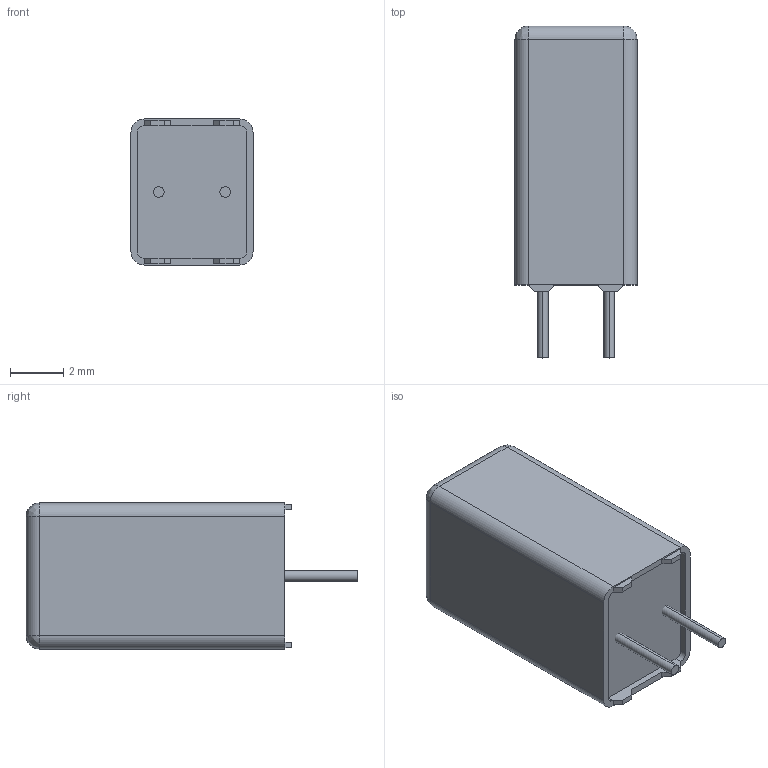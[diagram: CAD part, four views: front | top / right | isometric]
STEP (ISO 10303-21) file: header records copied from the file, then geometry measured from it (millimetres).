
FILE_DESCRIPTION (( 'STEP AP214' ), '1' );
FILE_NAME ('User Library-CAPRR250W40L460T550H1000_WIMA_0F.STEP', '2022-12-20T15:06:50', ( '' ), ( '' ), 'SwSTEP 2.0', 'SolidWorks 2022', '' );
FILE_SCHEMA (( 'AUTOMOTIVE_DESIGN' ));
Length unit declared in the file: millimetre
Products named in the file (3): Body; Lead; User Library-CAPRR250W40L460T550H1000_WIMA_0F
Assembly tree (3 placements, depth 2):
  User Library-CAPRR250W40L460T550H1000_WIMA_0F
    Body
    Lead  x2
Bounding box: 4.6 x 12.5 x 5.5 mm (x, y, z)
Volume: 239.9 mm3; surface area: 253.7 mm2
Topology: 3 solids, 3 shells, 51 faces, 120 edges, 72 vertices
Faces by surface type: plane 31, cylinder 16, bspline 4
Entity records: 2003 total; most frequent: CARTESIAN_POINT 291, DIRECTION 236, ORIENTED_EDGE 220, EDGE_CURVE 110, LINE 82, VECTOR 82, AXIS2_PLACEMENT_3D 77, VERTEX_POINT 68
